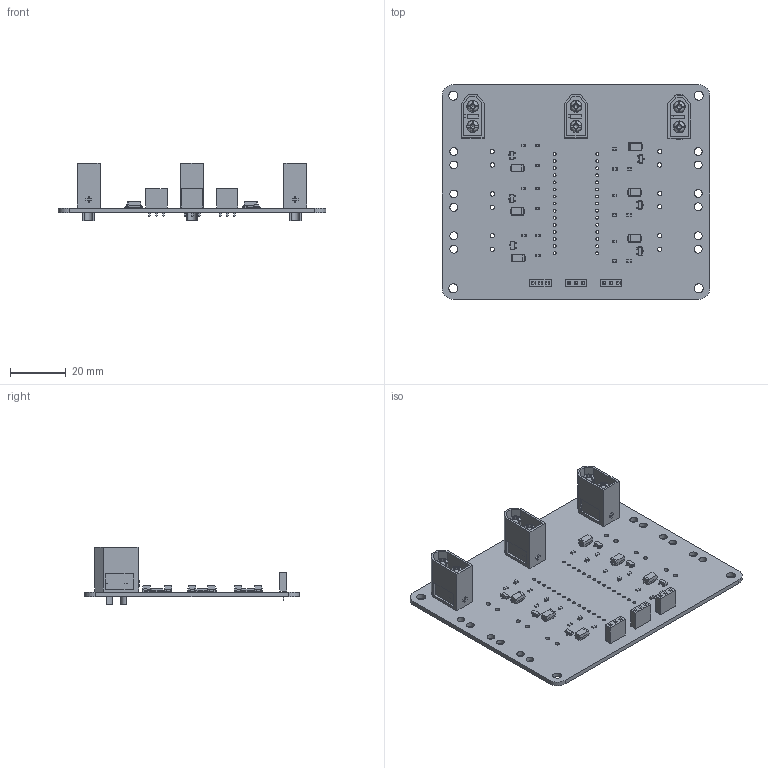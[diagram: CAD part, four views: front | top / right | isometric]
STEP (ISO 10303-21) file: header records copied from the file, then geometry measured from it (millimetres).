
FILE_DESCRIPTION(('KiCad electronic assembly'),'2;1');
FILE_NAME('BrushlessPlatform V1 - SMD.step','2021-06-17T12:27:30',( 'An Author'),('A Company'),'Open CASCADE STEP processor 6.9', 'KiCad to STEP converter','Unknown');
FILE_SCHEMA(('AUTOMOTIVE_DESIGN { 1 0 10303 214 1 1 1 1 }'));
Length unit declared in the file: millimetre
Products named in the file (14): Open CASCADE STEP translator 6.9 1; AMASS_XT60-M_1x02_P7.2mm_Vertical; COMPOUND; D_SMA; SOLID; R_0603_1608Metric; SOT-23; PinSocket_1x03_P2.54mm_Vertical; LED_0603_1608Metric
Assembly tree (43 placements, depth 3):
  Open CASCADE STEP translator 6.9 1
    AMASS_XT60-M_1x02_P7.2mm_Vertical  x3
      COMPOUND
    D_SMA  x6
      SOLID
    R_0603_1608Metric  x12
      SOLID
    SOT-23  x6
      SOLID
    PinSocket_1x03_P2.54mm_Vertical  x3
      SOLID
    LED_0603_1608Metric  x6
      SOLID
    COMPOUND
Bounding box: 96 x 77 x 20.5 mm (x, y, z)
Volume: 15144 mm3; surface area: 23648.9 mm2
Topology: 43 solids, 43 shells, 2075 faces, 5337 edges, 3402 vertices
Faces by surface type: plane 1428, cylinder 389, bspline 246, cone 12
Full cylindrical faces by diameter (mm): 1 x39, 1.55 x12, 2.8 x12, 3 x6, 3.2 x4, 4.3 x12, 4.5 x6, 6 x6
Entity records: 36642 total; most frequent: CARTESIAN_POINT 7504, DIRECTION 4949, LINE 3145, VECTOR 3145, ORIENTED_EDGE 2628, PCURVE 2628, DEFINITIONAL_REPRESENTATION 2628, EDGE_CURVE 1314
